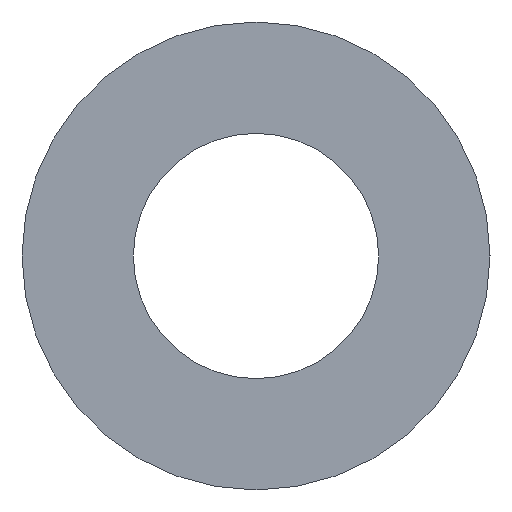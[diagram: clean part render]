
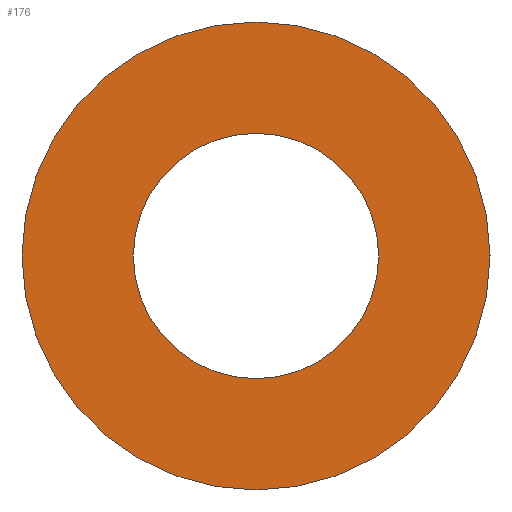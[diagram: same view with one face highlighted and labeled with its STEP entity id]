
A CAD part, left-side view. The second image highlights one B-rep face of the part: STEP entity #176.
In plain terms, the highlighted planar face has unit normal (-1, 0, 0).
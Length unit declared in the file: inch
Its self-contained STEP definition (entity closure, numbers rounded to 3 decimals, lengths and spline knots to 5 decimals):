
#9 = ORIENTED_EDGE ( 'NONE', *, *, #165, .T. ) ;
#12 = CIRCLE ( 'NONE', #183, 0.187 ) ;
#17 = VERTEX_POINT ( 'NONE', #111 ) ;
#23 = DIRECTION ( 'NONE',  ( 0., 0., -1. ) ) ;
#27 = DIRECTION ( 'NONE',  ( 1., 0., 0. ) ) ;
#32 = CARTESIAN_POINT ( 'NONE',  ( -1., 0., -0.098 ) ) ;
#36 = VERTEX_POINT ( 'NONE', #32 ) ;
#42 = ORIENTED_EDGE ( 'NONE', *, *, #192, .T. ) ;
#45 = PLANE ( 'NONE',  #64 ) ;
#53 = EDGE_CURVE ( 'NONE', #116, #114, #103, .T. ) ;
#60 = CARTESIAN_POINT ( 'NONE',  ( -1., 0., 0. ) ) ;
#64 = AXIS2_PLACEMENT_3D ( 'NONE', #60, #201, #23 ) ;
#68 = CIRCLE ( 'NONE', #204, 0.098 ) ;
#71 = EDGE_CURVE ( 'NONE', #114, #116, #12, .T. ) ;
#75 = AXIS2_PLACEMENT_3D ( 'NONE', #108, #27, #191 ) ;
#84 = DIRECTION ( 'NONE',  ( 0., 0., -1. ) ) ;
#99 = DIRECTION ( 'NONE',  ( 1., 0., 0. ) ) ;
#103 = CIRCLE ( 'NONE', #159, 0.187 ) ;
#108 = CARTESIAN_POINT ( 'NONE',  ( -1., 0., 0. ) ) ;
#109 = FACE_BOUND ( 'NONE', #206, .T. ) ;
#111 = CARTESIAN_POINT ( 'NONE',  ( -1., 0., 0.098 ) ) ;
#113 = EDGE_LOOP ( 'NONE', ( #177, #160 ) ) ;
#114 = VERTEX_POINT ( 'NONE', #203 ) ;
#116 = VERTEX_POINT ( 'NONE', #158 ) ;
#124 = CARTESIAN_POINT ( 'NONE',  ( -1., 0., 0. ) ) ;
#128 = CARTESIAN_POINT ( 'NONE',  ( -1., 0., 0. ) ) ;
#143 = DIRECTION ( 'NONE',  ( 0., 0., -1. ) ) ;
#144 = FACE_OUTER_BOUND ( 'NONE', #113, .T. ) ;
#148 = CARTESIAN_POINT ( 'NONE',  ( -1., 0., 0. ) ) ;
#156 = DIRECTION ( 'NONE',  ( 0., 0., -1. ) ) ;
#157 = CIRCLE ( 'NONE', #75, 0.098 ) ;
#158 = CARTESIAN_POINT ( 'NONE',  ( -1., 0., 0.187 ) ) ;
#159 = AXIS2_PLACEMENT_3D ( 'NONE', #128, #198, #143 ) ;
#160 = ORIENTED_EDGE ( 'NONE', *, *, #71, .F. ) ;
#165 = EDGE_CURVE ( 'NONE', #17, #36, #68, .T. ) ;
#176 = ADVANCED_FACE ( 'NONE', ( #144, #109 ), #45, .F. ) ;
#177 = ORIENTED_EDGE ( 'NONE', *, *, #53, .F. ) ;
#183 = AXIS2_PLACEMENT_3D ( 'NONE', #148, #99, #84 ) ;
#189 = DIRECTION ( 'NONE',  ( 1., 0., 0. ) ) ;
#191 = DIRECTION ( 'NONE',  ( 0., 0., -1. ) ) ;
#192 = EDGE_CURVE ( 'NONE', #36, #17, #157, .T. ) ;
#198 = DIRECTION ( 'NONE',  ( 1., 0., 0. ) ) ;
#201 = DIRECTION ( 'NONE',  ( 1., 0., 0. ) ) ;
#203 = CARTESIAN_POINT ( 'NONE',  ( -1., 0., -0.187 ) ) ;
#204 = AXIS2_PLACEMENT_3D ( 'NONE', #124, #189, #156 ) ;
#206 = EDGE_LOOP ( 'NONE', ( #9, #42 ) ) ;
